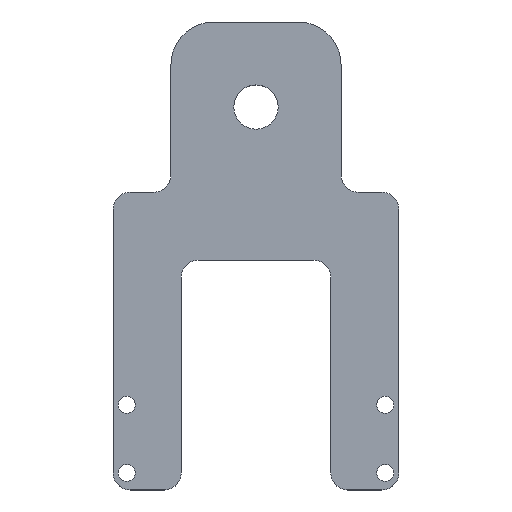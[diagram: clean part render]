
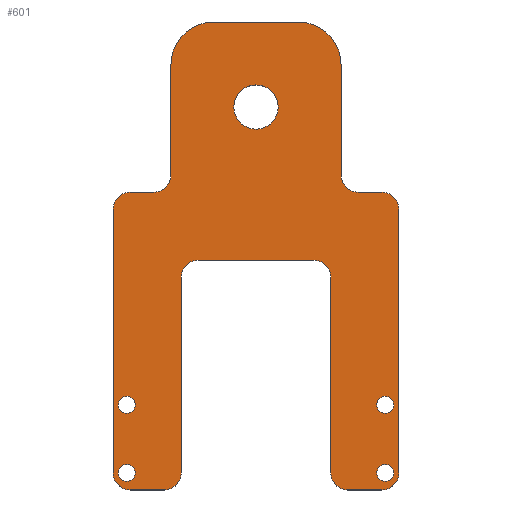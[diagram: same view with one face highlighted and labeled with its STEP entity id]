
A CAD part, top view. The second image highlights one B-rep face of the part: STEP entity #601.
In plain terms, the highlighted planar face has unit normal (0, 0, 1).
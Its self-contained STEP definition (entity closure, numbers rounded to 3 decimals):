
#17=LINE('',#883,#65);
#21=LINE('',#895,#69);
#25=LINE('',#907,#73);
#29=LINE('',#919,#77);
#33=LINE('',#931,#81);
#37=LINE('',#943,#85);
#41=LINE('',#955,#89);
#45=LINE('',#967,#93);
#49=LINE('',#979,#97);
#53=LINE('',#991,#101);
#57=LINE('',#1003,#105);
#61=LINE('',#1015,#109);
#65=VECTOR('',#706,10.);
#69=VECTOR('',#718,10.);
#73=VECTOR('',#730,10.);
#77=VECTOR('',#742,10.);
#81=VECTOR('',#754,10.);
#85=VECTOR('',#766,10.);
#89=VECTOR('',#778,10.);
#93=VECTOR('',#790,10.);
#97=VECTOR('',#802,10.);
#101=VECTOR('',#814,10.);
#105=VECTOR('',#826,10.);
#109=VECTOR('',#838,10.);
#123=PLANE('',#668);
#130=FACE_BOUND('',#206,.T.);
#131=FACE_BOUND('',#207,.T.);
#132=FACE_BOUND('',#208,.T.);
#133=FACE_BOUND('',#209,.T.);
#134=FACE_BOUND('',#210,.T.);
#169=FACE_OUTER_BOUND('',#205,.T.);
#205=EDGE_LOOP('',(#497,#498,#499,#500,#501,#502,#503,#504,#505,#506,#507,
#508,#509,#510,#511,#512,#513,#514,#515,#516,#517,#518,#519,#520));
#206=EDGE_LOOP('',(#521));
#207=EDGE_LOOP('',(#522));
#208=EDGE_LOOP('',(#523));
#209=EDGE_LOOP('',(#524));
#210=EDGE_LOOP('',(#525));
#218=CIRCLE('',#607,1.);
#220=CIRCLE('',#610,1.);
#222=CIRCLE('',#613,1.);
#224=CIRCLE('',#616,1.);
#225=CIRCLE('',#618,2.6);
#228=CIRCLE('',#623,2.);
#230=CIRCLE('',#627,2.);
#232=CIRCLE('',#631,2.);
#234=CIRCLE('',#635,2.);
#236=CIRCLE('',#639,2.);
#238=CIRCLE('',#643,2.);
#240=CIRCLE('',#647,2.);
#242=CIRCLE('',#651,2.);
#244=CIRCLE('',#655,2.);
#246=CIRCLE('',#659,2.);
#248=CIRCLE('',#663,5.);
#250=CIRCLE('',#667,5.);
#252=VERTEX_POINT('',#854);
#254=VERTEX_POINT('',#859);
#256=VERTEX_POINT('',#864);
#258=VERTEX_POINT('',#869);
#259=VERTEX_POINT('',#872);
#263=VERTEX_POINT('',#880);
#264=VERTEX_POINT('',#882);
#266=VERTEX_POINT('',#888);
#268=VERTEX_POINT('',#894);
#270=VERTEX_POINT('',#900);
#272=VERTEX_POINT('',#906);
#274=VERTEX_POINT('',#912);
#276=VERTEX_POINT('',#918);
#278=VERTEX_POINT('',#924);
#280=VERTEX_POINT('',#930);
#282=VERTEX_POINT('',#936);
#284=VERTEX_POINT('',#942);
#286=VERTEX_POINT('',#948);
#288=VERTEX_POINT('',#954);
#290=VERTEX_POINT('',#960);
#292=VERTEX_POINT('',#966);
#294=VERTEX_POINT('',#972);
#296=VERTEX_POINT('',#978);
#298=VERTEX_POINT('',#984);
#300=VERTEX_POINT('',#990);
#302=VERTEX_POINT('',#996);
#304=VERTEX_POINT('',#1002);
#306=VERTEX_POINT('',#1008);
#308=VERTEX_POINT('',#1014);
#310=EDGE_CURVE('',#252,#252,#218,.T.);
#312=EDGE_CURVE('',#254,#254,#220,.T.);
#314=EDGE_CURVE('',#256,#256,#222,.T.);
#316=EDGE_CURVE('',#258,#258,#224,.T.);
#317=EDGE_CURVE('',#259,#259,#225,.T.);
#321=EDGE_CURVE('',#264,#263,#17,.T.);
#324=EDGE_CURVE('',#266,#264,#228,.T.);
#327=EDGE_CURVE('',#268,#266,#21,.T.);
#330=EDGE_CURVE('',#270,#268,#230,.T.);
#333=EDGE_CURVE('',#272,#270,#25,.T.);
#336=EDGE_CURVE('',#274,#272,#232,.T.);
#339=EDGE_CURVE('',#276,#274,#29,.T.);
#342=EDGE_CURVE('',#278,#276,#234,.T.);
#345=EDGE_CURVE('',#280,#278,#33,.T.);
#348=EDGE_CURVE('',#282,#280,#236,.T.);
#351=EDGE_CURVE('',#284,#282,#37,.T.);
#354=EDGE_CURVE('',#286,#284,#238,.T.);
#357=EDGE_CURVE('',#288,#286,#41,.T.);
#360=EDGE_CURVE('',#290,#288,#240,.T.);
#363=EDGE_CURVE('',#292,#290,#45,.T.);
#366=EDGE_CURVE('',#294,#292,#242,.T.);
#369=EDGE_CURVE('',#296,#294,#49,.T.);
#372=EDGE_CURVE('',#298,#296,#244,.T.);
#375=EDGE_CURVE('',#300,#298,#53,.T.);
#378=EDGE_CURVE('',#302,#300,#246,.T.);
#381=EDGE_CURVE('',#304,#302,#57,.T.);
#384=EDGE_CURVE('',#306,#304,#248,.T.);
#387=EDGE_CURVE('',#308,#306,#61,.T.);
#390=EDGE_CURVE('',#263,#308,#250,.T.);
#497=ORIENTED_EDGE('',*,*,#390,.T.);
#498=ORIENTED_EDGE('',*,*,#387,.T.);
#499=ORIENTED_EDGE('',*,*,#384,.T.);
#500=ORIENTED_EDGE('',*,*,#381,.T.);
#501=ORIENTED_EDGE('',*,*,#378,.T.);
#502=ORIENTED_EDGE('',*,*,#375,.T.);
#503=ORIENTED_EDGE('',*,*,#372,.T.);
#504=ORIENTED_EDGE('',*,*,#369,.T.);
#505=ORIENTED_EDGE('',*,*,#366,.T.);
#506=ORIENTED_EDGE('',*,*,#363,.T.);
#507=ORIENTED_EDGE('',*,*,#360,.T.);
#508=ORIENTED_EDGE('',*,*,#357,.T.);
#509=ORIENTED_EDGE('',*,*,#354,.T.);
#510=ORIENTED_EDGE('',*,*,#351,.T.);
#511=ORIENTED_EDGE('',*,*,#348,.T.);
#512=ORIENTED_EDGE('',*,*,#345,.T.);
#513=ORIENTED_EDGE('',*,*,#342,.T.);
#514=ORIENTED_EDGE('',*,*,#339,.T.);
#515=ORIENTED_EDGE('',*,*,#336,.T.);
#516=ORIENTED_EDGE('',*,*,#333,.T.);
#517=ORIENTED_EDGE('',*,*,#330,.T.);
#518=ORIENTED_EDGE('',*,*,#327,.T.);
#519=ORIENTED_EDGE('',*,*,#324,.T.);
#520=ORIENTED_EDGE('',*,*,#321,.T.);
#521=ORIENTED_EDGE('',*,*,#310,.T.);
#522=ORIENTED_EDGE('',*,*,#312,.T.);
#523=ORIENTED_EDGE('',*,*,#314,.T.);
#524=ORIENTED_EDGE('',*,*,#316,.T.);
#525=ORIENTED_EDGE('',*,*,#317,.T.);
#601=ADVANCED_FACE('',(#169,#130,#131,#132,#133,#134),#123,.T.);
#607=AXIS2_PLACEMENT_3D('',#855,#676,#677);
#610=AXIS2_PLACEMENT_3D('',#860,#682,#683);
#613=AXIS2_PLACEMENT_3D('',#865,#688,#689);
#616=AXIS2_PLACEMENT_3D('',#870,#694,#695);
#618=AXIS2_PLACEMENT_3D('',#873,#698,#699);
#623=AXIS2_PLACEMENT_3D('',#889,#712,#713);
#627=AXIS2_PLACEMENT_3D('',#901,#724,#725);
#631=AXIS2_PLACEMENT_3D('',#913,#736,#737);
#635=AXIS2_PLACEMENT_3D('',#925,#748,#749);
#639=AXIS2_PLACEMENT_3D('',#937,#760,#761);
#643=AXIS2_PLACEMENT_3D('',#949,#772,#773);
#647=AXIS2_PLACEMENT_3D('',#961,#784,#785);
#651=AXIS2_PLACEMENT_3D('',#973,#796,#797);
#655=AXIS2_PLACEMENT_3D('',#985,#808,#809);
#659=AXIS2_PLACEMENT_3D('',#997,#820,#821);
#663=AXIS2_PLACEMENT_3D('',#1009,#832,#833);
#667=AXIS2_PLACEMENT_3D('',#1019,#844,#845);
#668=AXIS2_PLACEMENT_3D('',#1020,#846,#847);
#676=DIRECTION('center_axis',(0.,0.,-1.));
#677=DIRECTION('ref_axis',(-1.,0.,0.));
#682=DIRECTION('center_axis',(0.,0.,-1.));
#683=DIRECTION('ref_axis',(-1.,0.,0.));
#688=DIRECTION('center_axis',(0.,0.,-1.));
#689=DIRECTION('ref_axis',(-1.,0.,0.));
#694=DIRECTION('center_axis',(0.,0.,-1.));
#695=DIRECTION('ref_axis',(-1.,0.,0.));
#698=DIRECTION('center_axis',(0.,0.,-1.));
#699=DIRECTION('ref_axis',(1.,0.,0.));
#706=DIRECTION('',(0.,1.,0.));
#712=DIRECTION('center_axis',(0.,0.,-1.));
#713=DIRECTION('ref_axis',(-1.,0.,0.));
#718=DIRECTION('',(-1.,0.,0.));
#724=DIRECTION('center_axis',(0.,0.,1.));
#725=DIRECTION('ref_axis',(1.,0.,0.));
#730=DIRECTION('',(0.,1.,0.));
#736=DIRECTION('center_axis',(0.,0.,1.));
#737=DIRECTION('ref_axis',(0.,-1.,0.));
#742=DIRECTION('',(1.,0.,0.));
#748=DIRECTION('center_axis',(0.,0.,1.));
#749=DIRECTION('ref_axis',(-1.,0.,0.));
#754=DIRECTION('',(0.,-1.,0.));
#760=DIRECTION('center_axis',(0.,0.,-1.));
#761=DIRECTION('ref_axis',(1.,0.,0.));
#766=DIRECTION('',(1.,0.,0.));
#772=DIRECTION('center_axis',(0.,0.,-1.));
#773=DIRECTION('ref_axis',(0.,1.,0.));
#778=DIRECTION('',(0.,1.,0.));
#784=DIRECTION('center_axis',(0.,0.,1.));
#785=DIRECTION('ref_axis',(0.,-1.,0.));
#790=DIRECTION('',(1.,0.,0.));
#796=DIRECTION('center_axis',(0.,0.,1.));
#797=DIRECTION('ref_axis',(-1.,0.,0.));
#802=DIRECTION('',(0.,-1.,0.));
#808=DIRECTION('center_axis',(0.,0.,1.));
#809=DIRECTION('ref_axis',(0.,1.,0.));
#814=DIRECTION('',(-1.,0.,0.));
#820=DIRECTION('center_axis',(0.,0.,-1.));
#821=DIRECTION('ref_axis',(0.,-1.,0.));
#826=DIRECTION('',(0.,-1.,0.));
#832=DIRECTION('center_axis',(0.,0.,1.));
#833=DIRECTION('ref_axis',(0.,1.,0.));
#838=DIRECTION('',(-1.,0.,0.));
#844=DIRECTION('center_axis',(0.,0.,1.));
#845=DIRECTION('ref_axis',(1.,0.,0.));
#846=DIRECTION('center_axis',(0.,0.,1.));
#847=DIRECTION('ref_axis',(1.,0.,0.));
#854=CARTESIAN_POINT('',(-14.2,-43.,4.));
#855=CARTESIAN_POINT('Origin',(-15.2,-43.,4.));
#859=CARTESIAN_POINT('',(16.2,-43.,4.));
#860=CARTESIAN_POINT('Origin',(15.2,-43.,4.));
#864=CARTESIAN_POINT('',(-14.2,-35.,4.));
#865=CARTESIAN_POINT('Origin',(-15.2,-35.,4.));
#869=CARTESIAN_POINT('',(16.2,-35.,4.));
#870=CARTESIAN_POINT('Origin',(15.2,-35.,4.));
#872=CARTESIAN_POINT('',(-2.6,0.,4.));
#873=CARTESIAN_POINT('Origin',(0.,0.,4.));
#880=CARTESIAN_POINT('',(10.,5.,4.));
#882=CARTESIAN_POINT('',(10.,-8.,4.));
#883=CARTESIAN_POINT('',(10.,5.,4.));
#888=CARTESIAN_POINT('',(12.,-10.,4.));
#889=CARTESIAN_POINT('Origin',(12.,-8.,4.));
#894=CARTESIAN_POINT('',(14.8,-10.,4.));
#895=CARTESIAN_POINT('',(10.,-10.,4.));
#900=CARTESIAN_POINT('',(16.8,-12.,4.));
#901=CARTESIAN_POINT('Origin',(14.8,-12.,4.));
#906=CARTESIAN_POINT('',(16.8,-43.,4.));
#907=CARTESIAN_POINT('',(16.8,-12.,4.));
#912=CARTESIAN_POINT('',(14.8,-45.,4.));
#913=CARTESIAN_POINT('Origin',(14.8,-43.,4.));
#918=CARTESIAN_POINT('',(10.8,-45.,4.));
#919=CARTESIAN_POINT('',(14.8,-45.,4.));
#924=CARTESIAN_POINT('',(8.8,-43.,4.));
#925=CARTESIAN_POINT('Origin',(10.8,-43.,4.));
#930=CARTESIAN_POINT('',(8.8,-20.,4.));
#931=CARTESIAN_POINT('',(8.8,-43.,4.));
#936=CARTESIAN_POINT('',(6.8,-18.,4.));
#937=CARTESIAN_POINT('Origin',(6.8,-20.,4.));
#942=CARTESIAN_POINT('',(-6.8,-18.,4.));
#943=CARTESIAN_POINT('',(-6.8,-18.,4.));
#948=CARTESIAN_POINT('',(-8.8,-20.,4.));
#949=CARTESIAN_POINT('Origin',(-6.8,-20.,4.));
#954=CARTESIAN_POINT('',(-8.8,-43.,4.));
#955=CARTESIAN_POINT('',(-8.8,-43.,4.));
#960=CARTESIAN_POINT('',(-10.8,-45.,4.));
#961=CARTESIAN_POINT('Origin',(-10.8,-43.,4.));
#966=CARTESIAN_POINT('',(-14.8,-45.,4.));
#967=CARTESIAN_POINT('',(-14.8,-45.,4.));
#972=CARTESIAN_POINT('',(-16.8,-43.,4.));
#973=CARTESIAN_POINT('Origin',(-14.8,-43.,4.));
#978=CARTESIAN_POINT('',(-16.8,-12.,4.));
#979=CARTESIAN_POINT('',(-16.8,-45.,4.));
#984=CARTESIAN_POINT('',(-14.8,-10.,4.));
#985=CARTESIAN_POINT('Origin',(-14.8,-12.,4.));
#990=CARTESIAN_POINT('',(-12.,-10.,4.));
#991=CARTESIAN_POINT('',(-12.,-10.,4.));
#996=CARTESIAN_POINT('',(-10.,-8.,4.));
#997=CARTESIAN_POINT('Origin',(-12.,-8.,4.));
#1002=CARTESIAN_POINT('',(-10.,5.,4.));
#1003=CARTESIAN_POINT('',(-10.,-8.,4.));
#1008=CARTESIAN_POINT('',(-5.,10.,4.));
#1009=CARTESIAN_POINT('Origin',(-5.,5.,4.));
#1014=CARTESIAN_POINT('',(5.,10.,4.));
#1015=CARTESIAN_POINT('',(-5.,10.,4.));
#1019=CARTESIAN_POINT('Origin',(5.,5.,4.));
#1020=CARTESIAN_POINT('Origin',(0.,-17.5,4.));
